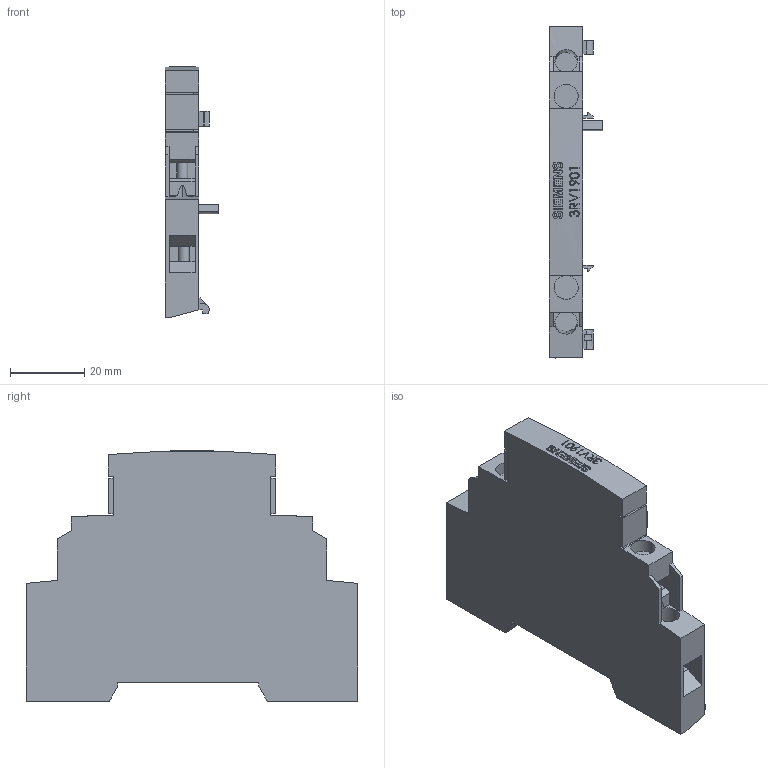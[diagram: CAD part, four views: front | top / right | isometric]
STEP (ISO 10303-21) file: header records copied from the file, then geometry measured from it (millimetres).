
FILE_DESCRIPTION (( 'STEP AP214' ), '1' );
FILE_NAME ('3RV1901_1A-C_bearb.STEP', '2006-11-23T06:27:23', ( 'Günter Reindl' ), ( 'Siemens and Partners' ), 'SwSTEP 2.0', 'SolidWorks 2007', '' );
FILE_SCHEMA (( 'AUTOMOTIVE_DESIGN' ));
Length unit declared in the file: millimetre
Products named in the file (1): 3RV1901_1A-C_bearb
Bounding box: 14.3 x 89.4 x 67.5 mm (x, y, z)
Volume: 38945.5 mm3; surface area: 14524 mm2
Topology: 1 solids, 1 shells, 343 faces, 949 edges, 628 vertices
Faces by surface type: plane 243, bspline 76, cylinder 24
Entity records: 18488 total; most frequent: CARTESIAN_POINT 6493, ORIENTED_EDGE 1898, DIRECTION 1356, EDGE_CURVE 949, VECTOR 682, LINE 682, VERTEX_POINT 628, EDGE_LOOP 371
